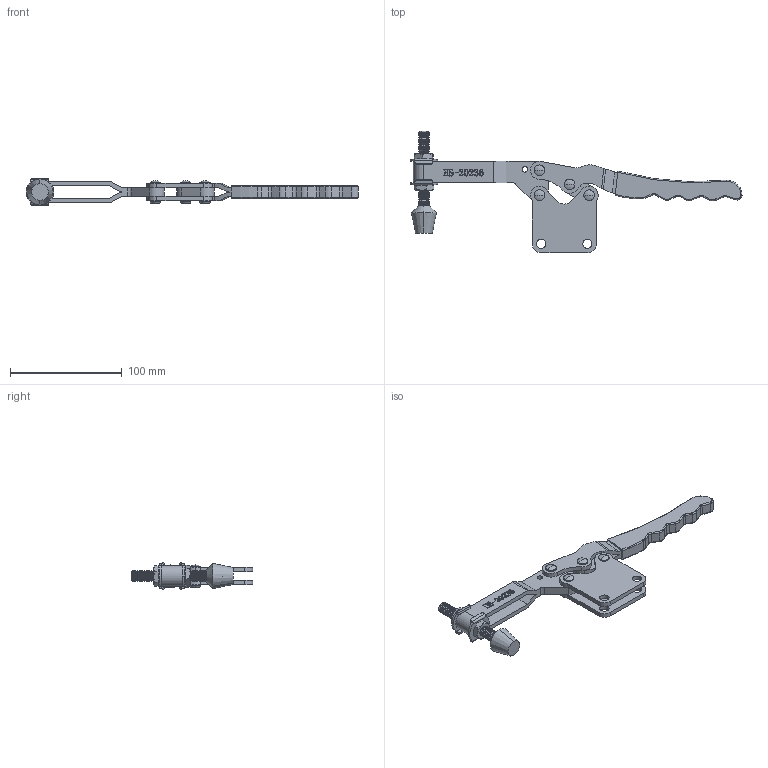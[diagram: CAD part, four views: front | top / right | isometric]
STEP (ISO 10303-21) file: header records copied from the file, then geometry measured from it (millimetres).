
FILE_DESCRIPTION (( 'STEP AP203' ), '1' );
FILE_NAME ('HS-20236.STEP', '2019-10-15T06:04:01', ( '微软用户' ), ( '微软中国' ), 'SwSTEP 2.0', 'SolidWorks 2012', '' );
FILE_SCHEMA (( 'CONFIG_CONTROL_DESIGN' ));
Length unit declared in the file: millimetre
Products named in the file (10): HS-20236; hex finished bolt_ai_HFBOLT 0.375-16x3x3-S; FW-380; 隊; hex thin nuts-grades ab-chamfered gb_GB_FASTENER_NUT_STNAB M10-N; 揤輸; 揤參; 忒參; 蟀裝; 眻菁釱
Assembly tree (15 placements, depth 2):
  HS-20236
    眻菁釱  x2
    蟀裝
    忒參
    揤參
    揤輸
    hex thin nuts-grades ab-chamfered gb_GB_FASTENER_NUT_STNAB M10-N  x2
    隊  x4
    FW-380  x2
    hex finished bolt_ai_HFBOLT 0.375-16x3x3-S
Bounding box: 297.54 x 108.9 x 23.94 mm (x, y, z)
Volume: 96412.5 mm3; surface area: 53346.5 mm2
Topology: 15 solids, 15 shells, 1055 faces, 2765 edges, 1774 vertices
Faces by surface type: plane 424, cylinder 258, cone 216, bspline 87, torus 60, sphere 10
Entity records: 34997 total; most frequent: CARTESIAN_POINT 10391, ORIENTED_EDGE 4994, DIRECTION 4795, EDGE_CURVE 2497, AXIS2_PLACEMENT_3D 1659, VERTEX_POINT 1607, VECTOR 1477, LINE 1477
